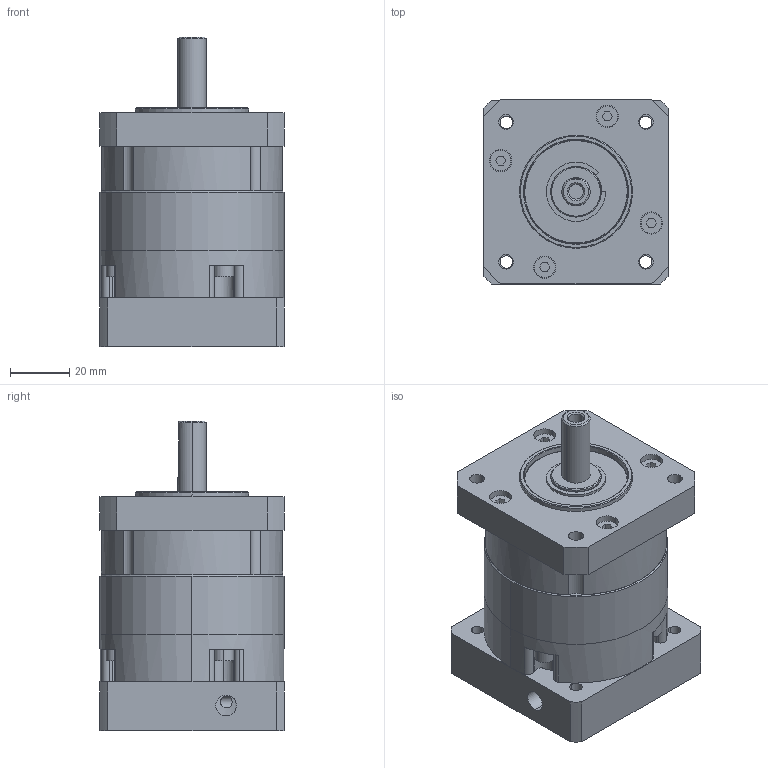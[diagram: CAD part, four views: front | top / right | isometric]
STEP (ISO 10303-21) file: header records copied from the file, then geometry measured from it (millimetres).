
FILE_DESCRIPTION (( 'STEP AP203' ), '1' );
FILE_NAME ('PG57 3-10.STEP', '2016-12-06T11:41:25', ( '' ), ( '' ), 'SwSTEP 2.0', 'SolidWorks 2016', '' );
FILE_SCHEMA (( 'CONFIG_CONTROL_DESIGN' ));
Length unit declared in the file: millimetre
Products named in the file (1): PG57 3-10
Bounding box: 62 x 62 x 104.3 mm (x, y, z)
Volume: 189630.8 mm3; surface area: 80358.3 mm2
Topology: 23 solids, 23 shells, 665 faces, 1554 edges, 1006 vertices
Faces by surface type: cylinder 297, plane 277, cone 63, torus 16, bspline 12
Entity records: 20029 total; most frequent: CARTESIAN_POINT 4058, DIRECTION 3544, ORIENTED_EDGE 3106, EDGE_CURVE 1553, AXIS2_PLACEMENT_3D 1382, VERTEX_POINT 1006, EDGE_LOOP 807, LINE 780
